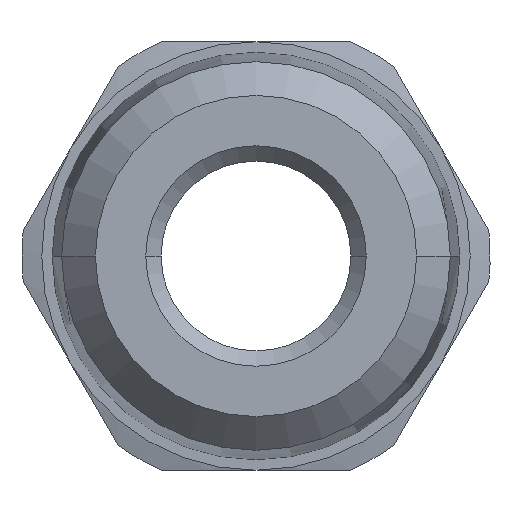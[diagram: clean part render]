
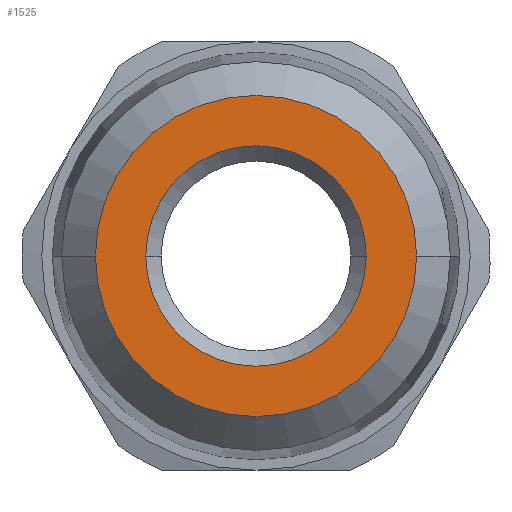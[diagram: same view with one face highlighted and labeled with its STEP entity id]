
A CAD part, front view. The second image highlights one B-rep face of the part: STEP entity #1525.
In plain terms, the highlighted planar face has unit normal (0, -1, 0).
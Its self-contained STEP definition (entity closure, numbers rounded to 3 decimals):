
#397=CARTESIAN_POINT('',(0.,-11.,0.));
#398=DIRECTION('',(0.,-1.,0.));
#399=DIRECTION('',(1.,0.,0.));
#400=AXIS2_PLACEMENT_3D('',#397,#398,#399);
#402=CARTESIAN_POINT('',(0.,-11.,0.));
#403=DIRECTION('',(0.,-1.,0.));
#404=DIRECTION('',(-1.,0.,0.));
#405=AXIS2_PLACEMENT_3D('',#402,#403,#404);
#407=CARTESIAN_POINT('',(0.,-11.,0.));
#408=DIRECTION('',(0.,-1.,0.));
#409=DIRECTION('',(1.,0.,0.));
#410=AXIS2_PLACEMENT_3D('',#407,#408,#409);
#412=CARTESIAN_POINT('',(0.,-11.,0.));
#413=DIRECTION('',(0.,-1.,0.));
#414=DIRECTION('',(-1.,0.,0.));
#415=AXIS2_PLACEMENT_3D('',#412,#413,#414);
#746=CARTESIAN_POINT('',(5.248,-11.,0.));
#747=VERTEX_POINT('',#746);
#748=CARTESIAN_POINT('',(-5.248,-11.,0.));
#749=VERTEX_POINT('',#748);
#800=CARTESIAN_POINT('',(3.6,-11.,0.));
#801=CARTESIAN_POINT('',(-3.6,-11.,0.));
#802=VERTEX_POINT('',#800);
#803=VERTEX_POINT('',#801);
#1509=CARTESIAN_POINT('',(0.,-11.,0.));
#1510=DIRECTION('',(0.,1.,0.));
#1511=DIRECTION('',(0.,0.,1.));
#1512=AXIS2_PLACEMENT_3D('',#1509,#1510,#1511);
#1513=PLANE('',#1512);
#1515=ORIENTED_EDGE('',*,*,#1514,.F.);
#1517=ORIENTED_EDGE('',*,*,#1516,.F.);
#1518=EDGE_LOOP('',(#1515,#1517));
#1519=FACE_OUTER_BOUND('',#1518,.F.);
#1520=ORIENTED_EDGE('',*,*,#1499,.T.);
#1522=ORIENTED_EDGE('',*,*,#1521,.T.);
#1523=EDGE_LOOP('',(#1520,#1522));
#1524=FACE_BOUND('',#1523,.F.);
#1525=ADVANCED_FACE('',(#1519,#1524),#1513,.F.);
#401=CIRCLE('',#400,5.248);
#406=CIRCLE('',#405,5.248);
#411=CIRCLE('',#410,3.6);
#416=CIRCLE('',#415,3.6);
#1499=EDGE_CURVE('',#802,#803,#411,.T.);
#1514=EDGE_CURVE('',#747,#749,#401,.T.);
#1516=EDGE_CURVE('',#749,#747,#406,.T.);
#1521=EDGE_CURVE('',#803,#802,#416,.T.);
